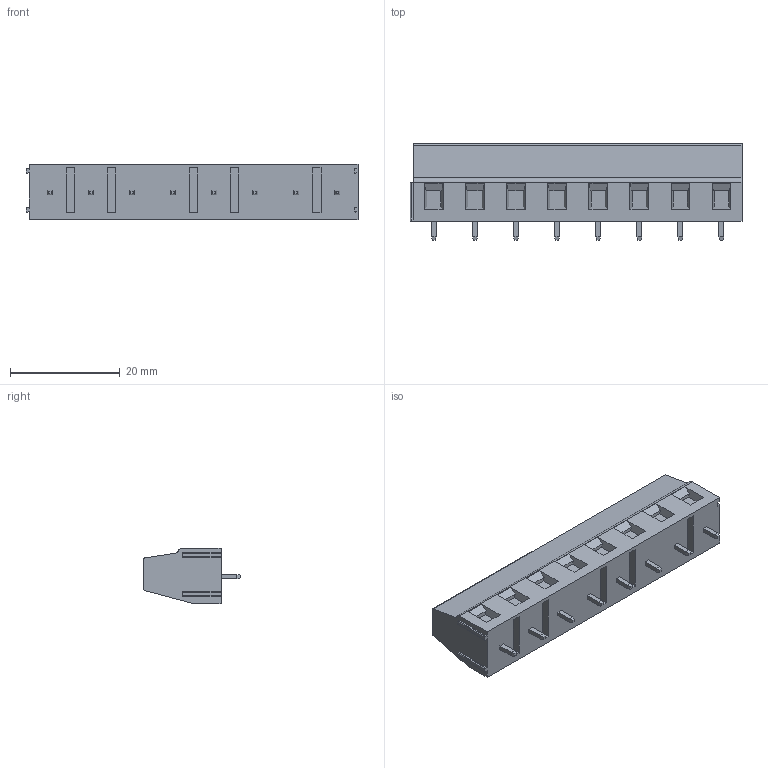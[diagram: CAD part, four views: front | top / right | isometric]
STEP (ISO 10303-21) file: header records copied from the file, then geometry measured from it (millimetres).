
FILE_DESCRIPTION( ('This file contains a STEP AP42 implementation' ,'as created by ZW3D STEP Interface translator.') ,'2;1' );
FILE_NAME( 'WJ128-7.5-08P-00A.stp' ,'23 811. 91647', (''), ('ZWCAD Software Co.'), 'Version 1.0', 'ZW3D to STEP translator', '' );
FILE_SCHEMA(('AUTOMOTIVE_DESIGN { 1 0 10303 214 1 1 1 1 }'));
Length unit declared in the file: millimetre
Products named in the file (2): 0; WJ128-7.5-08P-1YY-00A
Bounding box: 60.6 x 17.6 x 10.2 mm (x, y, z)
Volume: 6616.8 mm3; surface area: 4658.8 mm2
Topology: 1 solids, 1 shells, 510 faces, 1321 edges, 842 vertices
Faces by surface type: plane 339, cylinder 91, cone 48, torus 32
Entity records: 16134 total; most frequent: CARTESIAN_POINT 3004, ORIENTED_EDGE 2642, DIRECTION 2569, EDGE_CURVE 1321, VECTOR 1003, LINE 1003, VERTEX_POINT 842, AXIS2_PLACEMENT_3D 783
